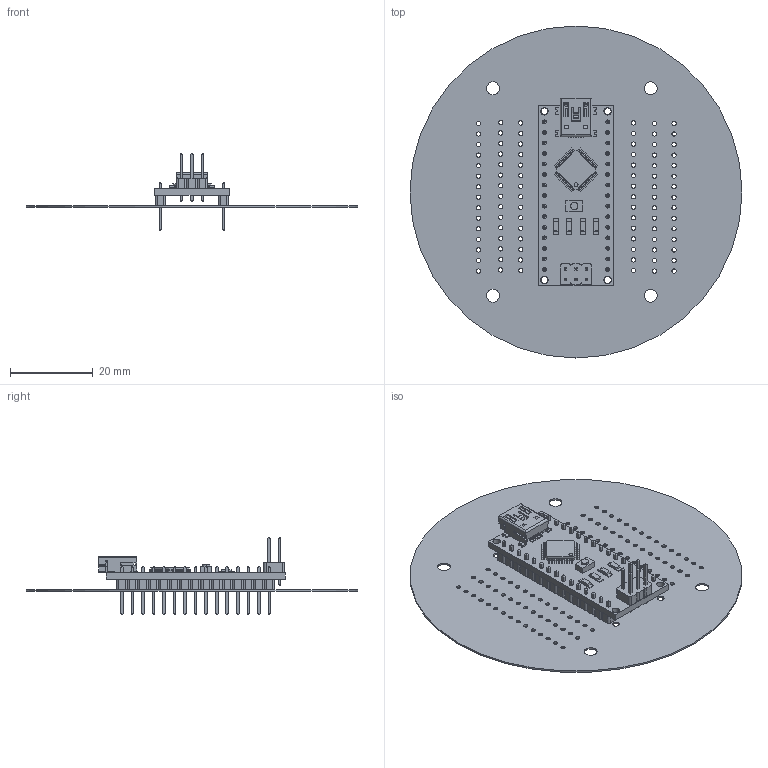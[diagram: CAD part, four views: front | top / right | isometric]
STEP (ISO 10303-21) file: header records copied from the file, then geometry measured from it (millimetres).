
FILE_DESCRIPTION(('Open CASCADE Model'),'2;1');
FILE_NAME('Open CASCADE Shape Model','2024-07-22T15:44:35',('Author'),( 'Open CASCADE'),'Open CASCADE STEP processor 7.5','Open CASCADE 7.5' ,'Unknown');
FILE_SCHEMA(('AUTOMOTIVE_DESIGN { 1 0 10303 214 1 1 1 1 }'));
Length unit declared in the file: millimetre
Products named in the file (5): PCB; Board; Open CASCADE STEP translator 7.5 2.1.1; Arduino1; 6070144048
Assembly tree (4 placements, depth 3):
  PCB
    Board
      Open CASCADE STEP translator 7.5 2.1.1
    Arduino1
      6070144048
Bounding box: 80 x 80 x 18.6 mm (x, y, z)
Volume: 4135.2 mm3; surface area: 15100.2 mm2
Topology: 88 solids, 88 shells, 1968 faces, 5090 edges, 3292 vertices
Faces by surface type: plane 1398, cylinder 570
Full cylindrical faces by diameter (mm): 1 x30, 1.02 x90, 1.652 x4, 3.1 x4, 80 x1
Entity records: 73690 total; most frequent: CARTESIAN_POINT 10369, ORIENTED_EDGE 10180, DIRECTION 10174, EDGE_CURVE 5090, LINE 3948, VECTOR 3948, VERTEX_POINT 3292, AXIS2_PLACEMENT_3D 3113
